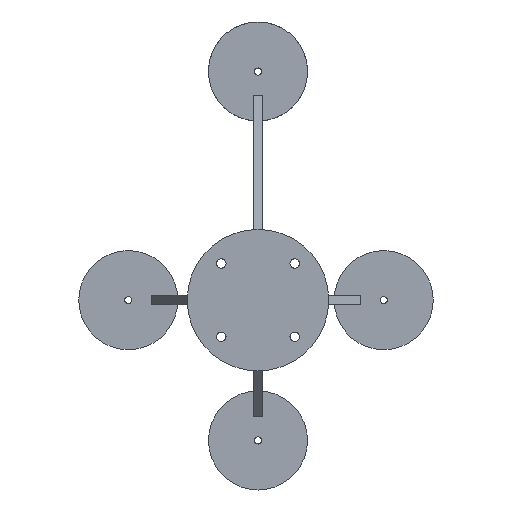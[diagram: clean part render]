
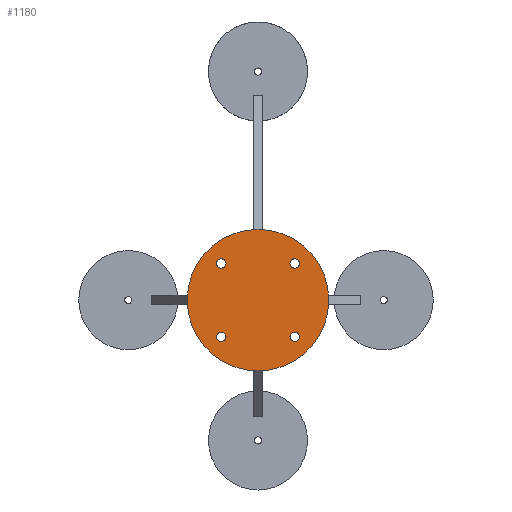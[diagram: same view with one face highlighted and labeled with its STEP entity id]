
A CAD part, front view. The second image highlights one B-rep face of the part: STEP entity #1180.
In plain terms, the highlighted planar face has unit normal (0, -1, 0).
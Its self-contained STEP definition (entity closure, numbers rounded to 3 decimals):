
#36 = VERTEX_POINT ( 'NONE', #314 ) ;
#43 = CARTESIAN_POINT ( 'NONE',  ( -7.778, 0., 7.778 ) ) ;
#61 = AXIS2_PLACEMENT_3D ( 'NONE', #1638, #1783, #959 ) ;
#66 = DIRECTION ( 'NONE',  ( 0., 0., 1. ) ) ;
#114 = VERTEX_POINT ( 'NONE', #1166 ) ;
#133 = FACE_BOUND ( 'NONE', #825, .T. ) ;
#146 = EDGE_CURVE ( 'NONE', #1261, #188, #1163, .T. ) ;
#179 = DIRECTION ( 'NONE',  ( 0., 0., 1. ) ) ;
#188 = VERTEX_POINT ( 'NONE', #698 ) ;
#229 = EDGE_CURVE ( 'NONE', #1086, #114, #327, .T. ) ;
#230 = ORIENTED_EDGE ( 'NONE', *, *, #1785, .T. ) ;
#268 = EDGE_LOOP ( 'NONE', ( #1766, #1608 ) ) ;
#288 = CARTESIAN_POINT ( 'NONE',  ( 7.778, 0., -7.778 ) ) ;
#297 = EDGE_CURVE ( 'NONE', #36, #425, #1059, .T. ) ;
#305 = FACE_BOUND ( 'NONE', #268, .T. ) ;
#308 = DIRECTION ( 'NONE',  ( 0., 1., 0. ) ) ;
#310 = DIRECTION ( 'NONE',  ( 0., 1., 0. ) ) ;
#314 = CARTESIAN_POINT ( 'NONE',  ( 0., 0., 15. ) ) ;
#327 = CIRCLE ( 'NONE', #739, 1. ) ;
#340 = CIRCLE ( 'NONE', #667, 1. ) ;
#355 = EDGE_LOOP ( 'NONE', ( #230, #756 ) ) ;
#393 = CARTESIAN_POINT ( 'NONE',  ( 0., 0., 0. ) ) ;
#394 = EDGE_CURVE ( 'NONE', #1769, #1314, #608, .T. ) ;
#397 = CIRCLE ( 'NONE', #1298, 1. ) ;
#412 = FACE_BOUND ( 'NONE', #1533, .T. ) ;
#425 = VERTEX_POINT ( 'NONE', #813 ) ;
#437 = DIRECTION ( 'NONE',  ( 0., 1., 0. ) ) ;
#441 = CARTESIAN_POINT ( 'NONE',  ( 7.778, 0., 7.778 ) ) ;
#446 = ORIENTED_EDGE ( 'NONE', *, *, #852, .T. ) ;
#476 = ORIENTED_EDGE ( 'NONE', *, *, #1567, .T. ) ;
#500 = ORIENTED_EDGE ( 'NONE', *, *, #553, .T. ) ;
#515 = CARTESIAN_POINT ( 'NONE',  ( -7.778, 0., -7.778 ) ) ;
#516 = VERTEX_POINT ( 'NONE', #1710 ) ;
#553 = EDGE_CURVE ( 'NONE', #516, #1796, #1543, .T. ) ;
#564 = CARTESIAN_POINT ( 'NONE',  ( 0., 0., 0. ) ) ;
#601 = CIRCLE ( 'NONE', #1186, 15. ) ;
#608 = CIRCLE ( 'NONE', #1009, 1. ) ;
#619 = CARTESIAN_POINT ( 'NONE',  ( 7.778, 0., 8.778 ) ) ;
#665 = CARTESIAN_POINT ( 'NONE',  ( 0., 0., 0. ) ) ;
#667 = AXIS2_PLACEMENT_3D ( 'NONE', #288, #1692, #979 ) ;
#698 = CARTESIAN_POINT ( 'NONE',  ( 7.778, 0., 6.778 ) ) ;
#739 = AXIS2_PLACEMENT_3D ( 'NONE', #515, #765, #1085 ) ;
#756 = ORIENTED_EDGE ( 'NONE', *, *, #146, .T. ) ;
#765 = DIRECTION ( 'NONE',  ( 0., 1., 0. ) ) ;
#790 = ORIENTED_EDGE ( 'NONE', *, *, #1700, .F. ) ;
#813 = CARTESIAN_POINT ( 'NONE',  ( 0., 0., -15. ) ) ;
#825 = EDGE_LOOP ( 'NONE', ( #500, #476 ) ) ;
#835 = PLANE ( 'NONE',  #1496 ) ;
#836 = AXIS2_PLACEMENT_3D ( 'NONE', #43, #308, #179 ) ;
#852 = EDGE_CURVE ( 'NONE', #114, #1086, #1706, .T. ) ;
#959 = DIRECTION ( 'NONE',  ( 0., 0., 1. ) ) ;
#961 = DIRECTION ( 'NONE',  ( 0., 0., 1. ) ) ;
#979 = DIRECTION ( 'NONE',  ( 0., 0., 1. ) ) ;
#990 = CARTESIAN_POINT ( 'NONE',  ( 7.778, 0., -7.778 ) ) ;
#997 = DIRECTION ( 'NONE',  ( 0., 0., 1. ) ) ;
#1009 = AXIS2_PLACEMENT_3D ( 'NONE', #1797, #1534, #1501 ) ;
#1019 = CARTESIAN_POINT ( 'NONE',  ( 7.778, 0., -6.778 ) ) ;
#1033 = DIRECTION ( 'NONE',  ( 0., 1., 0. ) ) ;
#1059 = CIRCLE ( 'NONE', #1209, 15. ) ;
#1085 = DIRECTION ( 'NONE',  ( 0., 0., 1. ) ) ;
#1086 = VERTEX_POINT ( 'NONE', #1696 ) ;
#1145 = FACE_BOUND ( 'NONE', #355, .T. ) ;
#1150 = CARTESIAN_POINT ( 'NONE',  ( 7.778, 0., 7.778 ) ) ;
#1161 = CARTESIAN_POINT ( 'NONE',  ( -7.778, 0., 8.778 ) ) ;
#1163 = CIRCLE ( 'NONE', #1546, 1. ) ;
#1166 = CARTESIAN_POINT ( 'NONE',  ( -7.778, 0., -8.778 ) ) ;
#1180 = ADVANCED_FACE ( 'NONE', ( #1519, #133, #412, #305, #1145 ), #835, .F. ) ;
#1186 = AXIS2_PLACEMENT_3D ( 'NONE', #564, #437, #1308 ) ;
#1209 = AXIS2_PLACEMENT_3D ( 'NONE', #665, #1340, #66 ) ;
#1261 = VERTEX_POINT ( 'NONE', #619 ) ;
#1298 = AXIS2_PLACEMENT_3D ( 'NONE', #1150, #1454, #1572 ) ;
#1308 = DIRECTION ( 'NONE',  ( 0., 0., 1. ) ) ;
#1314 = VERTEX_POINT ( 'NONE', #1733 ) ;
#1340 = DIRECTION ( 'NONE',  ( 0., 1., 0. ) ) ;
#1421 = DIRECTION ( 'NONE',  ( 0., 1., 0. ) ) ;
#1428 = DIRECTION ( 'NONE',  ( 0., 0., 1. ) ) ;
#1454 = DIRECTION ( 'NONE',  ( 0., 1., 0. ) ) ;
#1488 = ORIENTED_EDGE ( 'NONE', *, *, #297, .F. ) ;
#1496 = AXIS2_PLACEMENT_3D ( 'NONE', #393, #1421, #961 ) ;
#1501 = DIRECTION ( 'NONE',  ( 0., 0., 1. ) ) ;
#1519 = FACE_OUTER_BOUND ( 'NONE', #1693, .T. ) ;
#1533 = EDGE_LOOP ( 'NONE', ( #446, #1814 ) ) ;
#1534 = DIRECTION ( 'NONE',  ( 0., 1., 0. ) ) ;
#1543 = CIRCLE ( 'NONE', #1786, 1. ) ;
#1546 = AXIS2_PLACEMENT_3D ( 'NONE', #441, #1033, #997 ) ;
#1567 = EDGE_CURVE ( 'NONE', #1796, #516, #340, .T. ) ;
#1572 = DIRECTION ( 'NONE',  ( 0., 0., 1. ) ) ;
#1608 = ORIENTED_EDGE ( 'NONE', *, *, #394, .T. ) ;
#1638 = CARTESIAN_POINT ( 'NONE',  ( -7.778, 0., -7.778 ) ) ;
#1659 = CIRCLE ( 'NONE', #836, 1. ) ;
#1692 = DIRECTION ( 'NONE',  ( 0., 1., 0. ) ) ;
#1693 = EDGE_LOOP ( 'NONE', ( #790, #1488 ) ) ;
#1696 = CARTESIAN_POINT ( 'NONE',  ( -7.778, 0., -6.778 ) ) ;
#1700 = EDGE_CURVE ( 'NONE', #425, #36, #601, .T. ) ;
#1706 = CIRCLE ( 'NONE', #61, 1. ) ;
#1710 = CARTESIAN_POINT ( 'NONE',  ( 7.778, 0., -8.778 ) ) ;
#1720 = EDGE_CURVE ( 'NONE', #1314, #1769, #1659, .T. ) ;
#1733 = CARTESIAN_POINT ( 'NONE',  ( -7.778, 0., 6.778 ) ) ;
#1766 = ORIENTED_EDGE ( 'NONE', *, *, #1720, .T. ) ;
#1769 = VERTEX_POINT ( 'NONE', #1161 ) ;
#1783 = DIRECTION ( 'NONE',  ( 0., 1., 0. ) ) ;
#1785 = EDGE_CURVE ( 'NONE', #188, #1261, #397, .T. ) ;
#1786 = AXIS2_PLACEMENT_3D ( 'NONE', #990, #310, #1428 ) ;
#1796 = VERTEX_POINT ( 'NONE', #1019 ) ;
#1797 = CARTESIAN_POINT ( 'NONE',  ( -7.778, 0., 7.778 ) ) ;
#1814 = ORIENTED_EDGE ( 'NONE', *, *, #229, .T. ) ;
